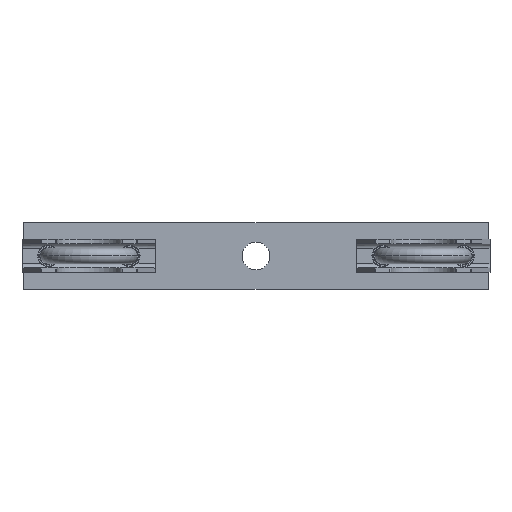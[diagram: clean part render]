
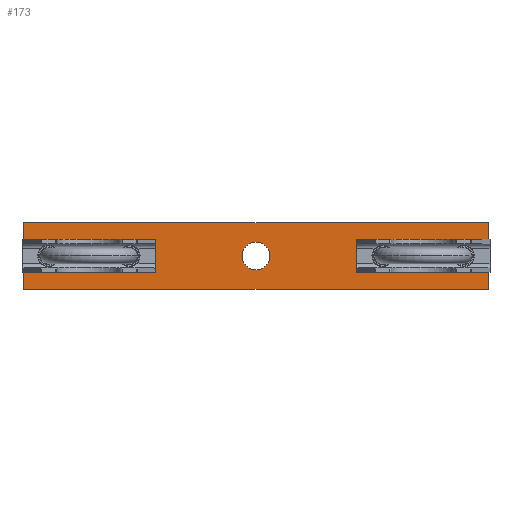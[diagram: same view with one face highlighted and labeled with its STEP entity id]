
A CAD part, top view. The second image highlights one B-rep face of the part: STEP entity #173.
In plain terms, the highlighted planar face has unit normal (0, 0, 1).
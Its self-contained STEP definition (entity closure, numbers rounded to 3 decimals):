
#55 = EDGE_CURVE ( 'NONE', #301, #1836, #1358, .T. ) ;
#133 = ORIENTED_EDGE ( 'NONE', *, *, #3829, .F. ) ;
#173 = ADVANCED_FACE ( 'NONE', ( #8743, #3445, #2688, #1580, #4004, #3351 ), #5401, .T. ) ;
#206 = CARTESIAN_POINT ( 'NONE',  ( 193., 15., 5. ) ) ;
#254 = DIRECTION ( 'NONE',  ( 0., 1., 0. ) ) ;
#301 = VERTEX_POINT ( 'NONE', #6915 ) ;
#307 = CARTESIAN_POINT ( 'NONE',  ( 11., 15., 5. ) ) ;
#386 = DIRECTION ( 'NONE',  ( 1., 0., 0. ) ) ;
#546 = EDGE_LOOP ( 'NONE', ( #2621, #6935 ) ) ;
#595 = EDGE_LOOP ( 'NONE', ( #5545, #8423 ) ) ;
#698 = CARTESIAN_POINT ( 'NONE',  ( 0., 0., 5. ) ) ;
#706 = DIRECTION ( 'NONE',  ( 1., 0., 0. ) ) ;
#707 = EDGE_CURVE ( 'NONE', #3752, #7947, #7493, .T. ) ;
#727 = ORIENTED_EDGE ( 'NONE', *, *, #5796, .F. ) ;
#794 = EDGE_LOOP ( 'NONE', ( #7848, #727 ) ) ;
#960 = DIRECTION ( 'NONE',  ( 1., 0., 0. ) ) ;
#967 = VERTEX_POINT ( 'NONE', #4805 ) ;
#1108 = VERTEX_POINT ( 'NONE', #5582 ) ;
#1241 = ORIENTED_EDGE ( 'NONE', *, *, #6590, .T. ) ;
#1324 = DIRECTION ( 'NONE',  ( 1., 0., 0. ) ) ;
#1338 = DIRECTION ( 'NONE',  ( 1., 0., 0. ) ) ;
#1358 = CIRCLE ( 'NONE', #5351, 6.25 ) ;
#1391 = ORIENTED_EDGE ( 'NONE', *, *, #6990, .T. ) ;
#1486 = AXIS2_PLACEMENT_3D ( 'NONE', #307, #4387, #960 ) ;
#1580 = FACE_BOUND ( 'NONE', #5067, .T. ) ;
#1634 = VERTEX_POINT ( 'NONE', #7111 ) ;
#1664 = CARTESIAN_POINT ( 'NONE',  ( 52., 15., 5. ) ) ;
#1696 = CARTESIAN_POINT ( 'NONE',  ( 104.25, 15., 5. ) ) ;
#1714 = CARTESIAN_POINT ( 'NONE',  ( 161., 15., 5. ) ) ;
#1758 = DIRECTION ( 'NONE',  ( 1., 0., 0. ) ) ;
#1836 = VERTEX_POINT ( 'NONE', #5042 ) ;
#1903 = ORIENTED_EDGE ( 'NONE', *, *, #3551, .F. ) ;
#1911 = CARTESIAN_POINT ( 'NONE',  ( 197.5, 15., 5. ) ) ;
#2000 = LINE ( 'NONE', #8776, #2555 ) ;
#2016 = CARTESIAN_POINT ( 'NONE',  ( 208.5, 0., 5. ) ) ;
#2128 = CIRCLE ( 'NONE', #8248, 4.5 ) ;
#2196 = DIRECTION ( 'NONE',  ( 1., 0., 0. ) ) ;
#2288 = AXIS2_PLACEMENT_3D ( 'NONE', #6867, #4014, #2632 ) ;
#2490 = CARTESIAN_POINT ( 'NONE',  ( 208.5, 30., 5. ) ) ;
#2521 = CARTESIAN_POINT ( 'NONE',  ( 0., 0., 5. ) ) ;
#2555 = VECTOR ( 'NONE', #4564, 1000. ) ;
#2591 = VERTEX_POINT ( 'NONE', #2521 ) ;
#2621 = ORIENTED_EDGE ( 'NONE', *, *, #55, .F. ) ;
#2632 = DIRECTION ( 'NONE',  ( 1., 0., 0. ) ) ;
#2688 = FACE_OUTER_BOUND ( 'NONE', #3026, .T. ) ;
#2846 = CARTESIAN_POINT ( 'NONE',  ( 15.5, 15., 5. ) ) ;
#2926 = CARTESIAN_POINT ( 'NONE',  ( 47.5, 15., 5. ) ) ;
#3026 = EDGE_LOOP ( 'NONE', ( #7904, #1241, #1391, #3701 ) ) ;
#3037 = DIRECTION ( 'NONE',  ( 1., 0., 0. ) ) ;
#3141 = VERTEX_POINT ( 'NONE', #6813 ) ;
#3327 = VECTOR ( 'NONE', #254, 1000. ) ;
#3351 = FACE_BOUND ( 'NONE', #794, .T. ) ;
#3406 = EDGE_CURVE ( 'NONE', #1634, #3624, #5120, .T. ) ;
#3445 = FACE_BOUND ( 'NONE', #595, .T. ) ;
#3551 = EDGE_CURVE ( 'NONE', #967, #7786, #6870, .T. ) ;
#3624 = VERTEX_POINT ( 'NONE', #6000 ) ;
#3692 = VERTEX_POINT ( 'NONE', #5264 ) ;
#3701 = ORIENTED_EDGE ( 'NONE', *, *, #8803, .T. ) ;
#3752 = VERTEX_POINT ( 'NONE', #2016 ) ;
#3829 = EDGE_CURVE ( 'NONE', #7786, #967, #2128, .T. ) ;
#3856 = LINE ( 'NONE', #698, #6827 ) ;
#3943 = DIRECTION ( 'NONE',  ( 0., 0., 1. ) ) ;
#4004 = FACE_BOUND ( 'NONE', #546, .T. ) ;
#4014 = DIRECTION ( 'NONE',  ( 0., 0., 1. ) ) ;
#4159 = DIRECTION ( 'NONE',  ( 0., 0., 1. ) ) ;
#4329 = CARTESIAN_POINT ( 'NONE',  ( 161., 15., 5. ) ) ;
#4387 = DIRECTION ( 'NONE',  ( 0., 0., 1. ) ) ;
#4564 = DIRECTION ( 'NONE',  ( -1., 0., 0. ) ) ;
#4602 = AXIS2_PLACEMENT_3D ( 'NONE', #1696, #7409, #7349 ) ;
#4686 = EDGE_LOOP ( 'NONE', ( #6671, #7972 ) ) ;
#4805 = CARTESIAN_POINT ( 'NONE',  ( 6.5, 15., 5. ) ) ;
#4917 = DIRECTION ( 'NONE',  ( 0., 0., 1. ) ) ;
#5042 = CARTESIAN_POINT ( 'NONE',  ( 110.5, 15., 5. ) ) ;
#5047 = CARTESIAN_POINT ( 'NONE',  ( 208.5, 0., 5. ) ) ;
#5066 = DIRECTION ( 'NONE',  ( 1., 0., 0. ) ) ;
#5067 = EDGE_LOOP ( 'NONE', ( #1903, #133 ) ) ;
#5101 = DIRECTION ( 'NONE',  ( 0., 0., 1. ) ) ;
#5120 = CIRCLE ( 'NONE', #7177, 4.5 ) ;
#5264 = CARTESIAN_POINT ( 'NONE',  ( 0., 30., 5. ) ) ;
#5351 = AXIS2_PLACEMENT_3D ( 'NONE', #5993, #6596, #3037 ) ;
#5401 = PLANE ( 'NONE',  #7214 ) ;
#5545 = ORIENTED_EDGE ( 'NONE', *, *, #8887, .F. ) ;
#5566 = CIRCLE ( 'NONE', #5684, 4.5 ) ;
#5582 = CARTESIAN_POINT ( 'NONE',  ( 202., 15., 5. ) ) ;
#5667 = CIRCLE ( 'NONE', #2288, 4.5 ) ;
#5684 = AXIS2_PLACEMENT_3D ( 'NONE', #2926, #4917, #706 ) ;
#5707 = DIRECTION ( 'NONE',  ( 0., 0., 1. ) ) ;
#5796 = EDGE_CURVE ( 'NONE', #1108, #6123, #8287, .T. ) ;
#5993 = CARTESIAN_POINT ( 'NONE',  ( 104.25, 15., 5. ) ) ;
#6000 = CARTESIAN_POINT ( 'NONE',  ( 165.5, 15., 5. ) ) ;
#6021 = CARTESIAN_POINT ( 'NONE',  ( 208.5, 30., 5. ) ) ;
#6123 = VERTEX_POINT ( 'NONE', #206 ) ;
#6590 = EDGE_CURVE ( 'NONE', #7947, #3692, #2000, .T. ) ;
#6596 = DIRECTION ( 'NONE',  ( 0., 0., 1. ) ) ;
#6598 = VERTEX_POINT ( 'NONE', #1664 ) ;
#6671 = ORIENTED_EDGE ( 'NONE', *, *, #3406, .F. ) ;
#6813 = CARTESIAN_POINT ( 'NONE',  ( 43., 15., 5. ) ) ;
#6827 = VECTOR ( 'NONE', #6971, 1000. ) ;
#6867 = CARTESIAN_POINT ( 'NONE',  ( 197.5, 15., 5. ) ) ;
#6870 = CIRCLE ( 'NONE', #1486, 4.5 ) ;
#6915 = CARTESIAN_POINT ( 'NONE',  ( 98., 15., 5. ) ) ;
#6935 = ORIENTED_EDGE ( 'NONE', *, *, #8534, .F. ) ;
#6971 = DIRECTION ( 'NONE',  ( 0., -1., 0. ) ) ;
#6990 = EDGE_CURVE ( 'NONE', #3692, #2591, #3856, .T. ) ;
#7092 = CARTESIAN_POINT ( 'NONE',  ( 208.5, 0., 5. ) ) ;
#7111 = CARTESIAN_POINT ( 'NONE',  ( 156.5, 15., 5. ) ) ;
#7139 = DIRECTION ( 'NONE',  ( 1., 0., 0. ) ) ;
#7177 = AXIS2_PLACEMENT_3D ( 'NONE', #4329, #5707, #7139 ) ;
#7214 = AXIS2_PLACEMENT_3D ( 'NONE', #6021, #3943, #386 ) ;
#7349 = DIRECTION ( 'NONE',  ( 1., 0., 0. ) ) ;
#7355 = DIRECTION ( 'NONE',  ( 0., 0., 1. ) ) ;
#7379 = AXIS2_PLACEMENT_3D ( 'NONE', #1911, #8359, #1324 ) ;
#7409 = DIRECTION ( 'NONE',  ( 0., 0., 1. ) ) ;
#7493 = LINE ( 'NONE', #5047, #3327 ) ;
#7736 = VECTOR ( 'NONE', #2196, 1000. ) ;
#7744 = CIRCLE ( 'NONE', #4602, 6.25 ) ;
#7750 = CIRCLE ( 'NONE', #8678, 4.5 ) ;
#7786 = VERTEX_POINT ( 'NONE', #2846 ) ;
#7848 = ORIENTED_EDGE ( 'NONE', *, *, #9047, .F. ) ;
#7904 = ORIENTED_EDGE ( 'NONE', *, *, #707, .T. ) ;
#7947 = VERTEX_POINT ( 'NONE', #2490 ) ;
#7972 = ORIENTED_EDGE ( 'NONE', *, *, #8039, .F. ) ;
#8039 = EDGE_CURVE ( 'NONE', #3624, #1634, #7750, .T. ) ;
#8248 = AXIS2_PLACEMENT_3D ( 'NONE', #8373, #4159, #1338 ) ;
#8287 = CIRCLE ( 'NONE', #7379, 4.5 ) ;
#8328 = EDGE_CURVE ( 'NONE', #6598, #3141, #5566, .T. ) ;
#8359 = DIRECTION ( 'NONE',  ( 0., 0., 1. ) ) ;
#8373 = CARTESIAN_POINT ( 'NONE',  ( 11., 15., 5. ) ) ;
#8423 = ORIENTED_EDGE ( 'NONE', *, *, #8328, .F. ) ;
#8534 = EDGE_CURVE ( 'NONE', #1836, #301, #7744, .T. ) ;
#8589 = AXIS2_PLACEMENT_3D ( 'NONE', #8600, #5101, #5066 ) ;
#8600 = CARTESIAN_POINT ( 'NONE',  ( 47.5, 15., 5. ) ) ;
#8678 = AXIS2_PLACEMENT_3D ( 'NONE', #1714, #7355, #1758 ) ;
#8743 = FACE_BOUND ( 'NONE', #4686, .T. ) ;
#8776 = CARTESIAN_POINT ( 'NONE',  ( 208.5, 30., 5. ) ) ;
#8803 = EDGE_CURVE ( 'NONE', #2591, #3752, #8856, .T. ) ;
#8856 = LINE ( 'NONE', #7092, #7736 ) ;
#8887 = EDGE_CURVE ( 'NONE', #3141, #6598, #8955, .T. ) ;
#8955 = CIRCLE ( 'NONE', #8589, 4.5 ) ;
#9047 = EDGE_CURVE ( 'NONE', #6123, #1108, #5667, .T. ) ;
